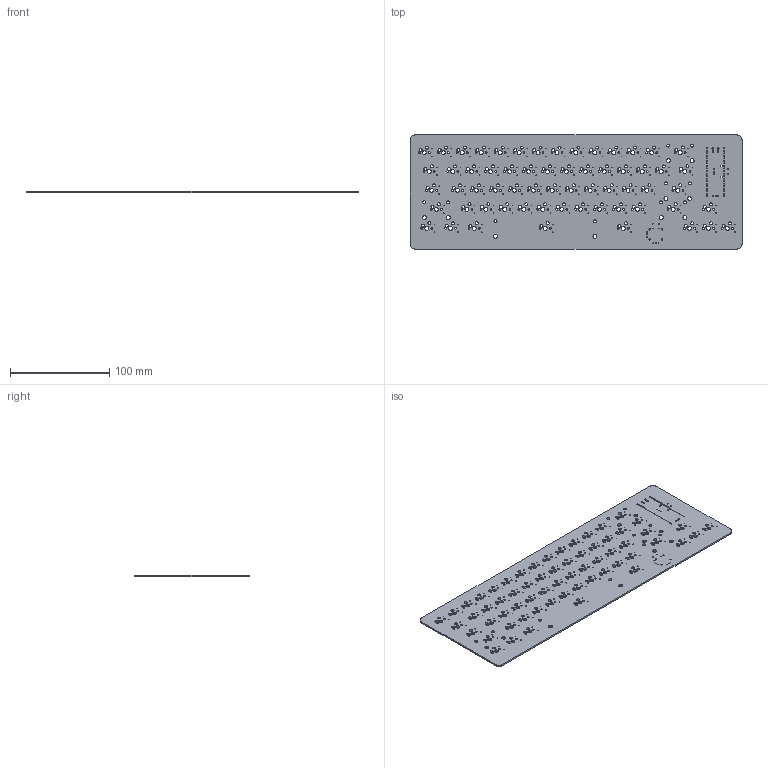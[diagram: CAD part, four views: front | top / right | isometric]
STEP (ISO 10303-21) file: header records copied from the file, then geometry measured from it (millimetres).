
FILE_DESCRIPTION(('KiCad electronic assembly'),'2;1');
FILE_NAME('keyjoy.step','2023-09-01T01:02:29',('Pcbnew'),('Kicad'), 'Open CASCADE STEP processor 7.6','KiCad to STEP converter','Unknown' );
FILE_SCHEMA(('AUTOMOTIVE_DESIGN { 1 0 10303 214 1 1 1 1 }'));
Length unit declared in the file: millimetre
Products named in the file (2): keyjoy 1; keyjoy PCB
Assembly tree (1 placements, depth 2):
  keyjoy 1
    keyjoy PCB
Bounding box: 333.85 x 114.67 x 1.6 mm (x, y, z)
Volume: 57540.8 mm3; surface area: 78750.9 mm2
Topology: 1 solids, 1 shells, 658 faces, 1968 edges, 1312 vertices
Faces by surface type: cylinder 520, plane 138
Full cylindrical faces by diameter (mm): 0.7 x124, 0.889 x6, 0.9 x4, 1 x5, 1.02 x43, 1.397 x4, 1.5 x2, 1.75 x124, 1.8 x2, 3.048 x10, 3.05 x124, 3.988 x10, 4 x62
Entity records: 53551 total; most frequent: CARTESIAN_POINT 14116, DIRECTION 7224, ORIENTED_EDGE 3936, PCURVE 3936, DEFINITIONAL_REPRESENTATION 3936, LINE 3824, VECTOR 3824, EDGE_CURVE 1968
